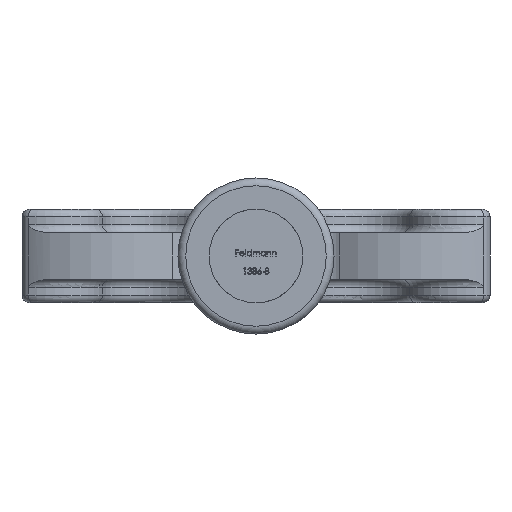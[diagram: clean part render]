
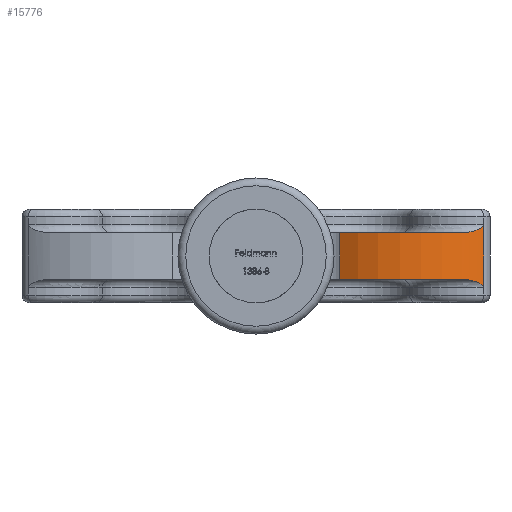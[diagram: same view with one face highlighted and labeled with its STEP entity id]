
A CAD part, front view. The second image highlights one B-rep face of the part: STEP entity #15776.
In plain terms, the highlighted cylindrical face has radius 16 mm (diameter 32 mm), a partial arc.
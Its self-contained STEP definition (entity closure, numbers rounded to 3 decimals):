
#80 = AXIS2_PLACEMENT_3D ( 'NONE', #2537, #8862, #5695 ) ;
#692 = DIRECTION ( 'NONE',  ( 0., 0., -1. ) ) ;
#1041 = CARTESIAN_POINT ( 'NONE',  ( 26.462, 30.799, -3. ) ) ;
#1058 = CARTESIAN_POINT ( 'NONE',  ( 29.172, 32.38, -4. ) ) ;
#1191 = CARTESIAN_POINT ( 'NONE',  ( 26.979, 31.044, -3.02 ) ) ;
#1770 = DIRECTION ( 'NONE',  ( 0., 0., -1. ) ) ;
#2347 = EDGE_LOOP ( 'NONE', ( #2521, #17207, #20468, #9715, #7063, #3771 ) ) ;
#2521 = ORIENTED_EDGE ( 'NONE', *, *, #6075, .F. ) ;
#2537 = CARTESIAN_POINT ( 'NONE',  ( 19.793, 45.342, 3. ) ) ;
#2590 = DIRECTION ( 'NONE',  ( 0., 0., -1. ) ) ;
#2786 = CARTESIAN_POINT ( 'NONE',  ( 29.172, 32.38, -4. ) ) ;
#2856 = CARTESIAN_POINT ( 'NONE',  ( 26.724, 30.918, -3. ) ) ;
#3154 = VERTEX_POINT ( 'NONE', #16227 ) ;
#3285 = VERTEX_POINT ( 'NONE', #8891 ) ;
#3587 = EDGE_CURVE ( 'NONE', #21331, #21128, #20100, .T. ) ;
#3771 = ORIENTED_EDGE ( 'NONE', *, *, #14737, .T. ) ;
#4101 = CYLINDRICAL_SURFACE ( 'NONE', #11891, 16. ) ;
#4581 = CARTESIAN_POINT ( 'NONE',  ( 28.866, 32.163, 3.588 ) ) ;
#4646 = CARTESIAN_POINT ( 'NONE',  ( 26.462, 30.799, 3. ) ) ;
#5672 = DIRECTION ( 'NONE',  ( -1., 0., 0. ) ) ;
#5695 = DIRECTION ( 'NONE',  ( -1., 0., 0. ) ) ;
#5897 = VERTEX_POINT ( 'NONE', #1058 ) ;
#6075 = EDGE_CURVE ( 'NONE', #21331, #5897, #8643, .T. ) ;
#6216 = CARTESIAN_POINT ( 'NONE',  ( 27.72, 31.441, 3.143 ) ) ;
#6275 = CARTESIAN_POINT ( 'NONE',  ( 27.477, 31.306, -3.092 ) ) ;
#6751 = VECTOR ( 'NONE', #1770, 1000. ) ;
#7063 = ORIENTED_EDGE ( 'NONE', *, *, #7840, .F. ) ;
#7788 = CARTESIAN_POINT ( 'NONE',  ( 27.477, 31.305, 3.091 ) ) ;
#7840 = EDGE_CURVE ( 'NONE', #17433, #3154, #8578, .T. ) ;
#8000 = CARTESIAN_POINT ( 'NONE',  ( 29.122, 32.343, -3.835 ) ) ;
#8578 = CIRCLE ( 'NONE', #16090, 16. ) ;
#8643 = LINE ( 'NONE', #10044, #6751 ) ;
#8862 = DIRECTION ( 'NONE',  ( 0., 0., -1. ) ) ;
#8891 = CARTESIAN_POINT ( 'NONE',  ( 10.704, 32.175, 3. ) ) ;
#9401 = CARTESIAN_POINT ( 'NONE',  ( 28.763, 32.092, -3.528 ) ) ;
#9523 = CARTESIAN_POINT ( 'NONE',  ( 26.462, 30.799, -3. ) ) ;
#9610 = CARTESIAN_POINT ( 'NONE',  ( 29.062, 32.3, 3.751 ) ) ;
#9669 = CARTESIAN_POINT ( 'NONE',  ( 27.721, 31.442, -3.143 ) ) ;
#9715 = ORIENTED_EDGE ( 'NONE', *, *, #13467, .T. ) ;
#10044 = CARTESIAN_POINT ( 'NONE',  ( 29.172, 32.38, 6. ) ) ;
#10437 = CARTESIAN_POINT ( 'NONE',  ( 10.704, 32.175, 6. ) ) ;
#10511 = DIRECTION ( 'NONE',  ( 0., 0., -1. ) ) ;
#10641 = VECTOR ( 'NONE', #10511, 1000. ) ;
#11144 = CARTESIAN_POINT ( 'NONE',  ( 29.139, 32.356, -3.864 ) ) ;
#11270 = CARTESIAN_POINT ( 'NONE',  ( 28.428, 31.87, 3.36 ) ) ;
#11350 = CARTESIAN_POINT ( 'NONE',  ( 29.172, 32.38, -3.964 ) ) ;
#11418 = CARTESIAN_POINT ( 'NONE',  ( 26.979, 31.044, 3.02 ) ) ;
#11891 = AXIS2_PLACEMENT_3D ( 'NONE', #20569, #692, #17602 ) ;
#12076 = CARTESIAN_POINT ( 'NONE',  ( 29.172, 32.38, 4. ) ) ;
#12123 = FACE_OUTER_BOUND ( 'NONE', #2347, .T. ) ;
#13467 = EDGE_CURVE ( 'NONE', #3285, #3154, #14523, .T. ) ;
#14495 = B_SPLINE_CURVE_WITH_KNOTS ( 'NONE', 3,
 ( #1041, #2856, #1191, #6275, #9669, #14588, #21197, #9401, #21047, #17717, #17922, #8000, #11144, #20978, #11350, #2786 ),
 .UNSPECIFIED., .F., .F.,
 ( 4, 2, 2, 2, 2, 2, 2, 4 ),
 ( 0., 0.001, 0.002, 0.003, 0.003, 0.003, 0.003, 0.003 ),
 .UNSPECIFIED. ) ;
#14523 = LINE ( 'NONE', #10437, #10641 ) ;
#14527 = CARTESIAN_POINT ( 'NONE',  ( 29.172, 32.38, 4. ) ) ;
#14588 = CARTESIAN_POINT ( 'NONE',  ( 28.198, 31.725, -3.279 ) ) ;
#14737 = EDGE_CURVE ( 'NONE', #17433, #5897, #14495, .T. ) ;
#15738 = CARTESIAN_POINT ( 'NONE',  ( 26.462, 30.799, 3. ) ) ;
#15776 = ADVANCED_FACE ( 'NONE', ( #12123 ), #4101, .T. ) ;
#16090 = AXIS2_PLACEMENT_3D ( 'NONE', #20347, #2590, #5672 ) ;
#16227 = CARTESIAN_POINT ( 'NONE',  ( 10.704, 32.175, -3. ) ) ;
#16760 = CIRCLE ( 'NONE', #80, 16. ) ;
#17207 = ORIENTED_EDGE ( 'NONE', *, *, #3587, .T. ) ;
#17433 = VERTEX_POINT ( 'NONE', #9523 ) ;
#17602 = DIRECTION ( 'NONE',  ( -1., 0., 0. ) ) ;
#17714 = CARTESIAN_POINT ( 'NONE',  ( 28.194, 31.723, 3.277 ) ) ;
#17717 = CARTESIAN_POINT ( 'NONE',  ( 29.017, 32.268, -3.709 ) ) ;
#17922 = CARTESIAN_POINT ( 'NONE',  ( 29.064, 32.302, -3.754 ) ) ;
#17990 = CARTESIAN_POINT ( 'NONE',  ( 29.14, 32.357, 3.859 ) ) ;
#18015 = EDGE_CURVE ( 'NONE', #21128, #3285, #16760, .T. ) ;
#19511 = CARTESIAN_POINT ( 'NONE',  ( 28.759, 32.09, 3.526 ) ) ;
#20100 = B_SPLINE_CURVE_WITH_KNOTS ( 'NONE', 3,
 ( #14527, #21321, #17990, #9610, #21195, #4581, #19511, #11270, #17714, #6216, #7788, #11418, #21045, #4646 ),
 .UNSPECIFIED., .F., .F.,
 ( 4, 2, 2, 2, 2, 2, 4 ),
 ( 0., 0., 0., 0.001, 0.002, 0.003, 0.003 ),
 .UNSPECIFIED. ) ;
#20347 = CARTESIAN_POINT ( 'NONE',  ( 19.793, 45.342, -3. ) ) ;
#20468 = ORIENTED_EDGE ( 'NONE', *, *, #18015, .T. ) ;
#20569 = CARTESIAN_POINT ( 'NONE',  ( 19.793, 45.342, 6. ) ) ;
#20978 = CARTESIAN_POINT ( 'NONE',  ( 29.164, 32.374, -3.928 ) ) ;
#21045 = CARTESIAN_POINT ( 'NONE',  ( 26.724, 30.919, 3. ) ) ;
#21047 = CARTESIAN_POINT ( 'NONE',  ( 28.87, 32.166, -3.59 ) ) ;
#21128 = VERTEX_POINT ( 'NONE', #15738 ) ;
#21195 = CARTESIAN_POINT ( 'NONE',  ( 29.014, 32.267, 3.707 ) ) ;
#21197 = CARTESIAN_POINT ( 'NONE',  ( 28.432, 31.872, -3.362 ) ) ;
#21321 = CARTESIAN_POINT ( 'NONE',  ( 29.172, 32.38, 3.926 ) ) ;
#21331 = VERTEX_POINT ( 'NONE', #12076 ) ;
